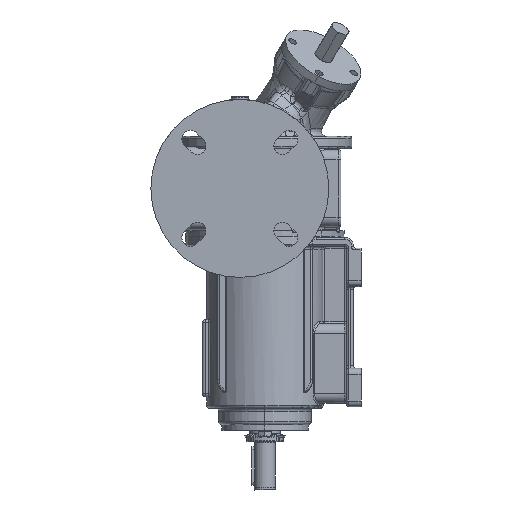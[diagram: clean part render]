
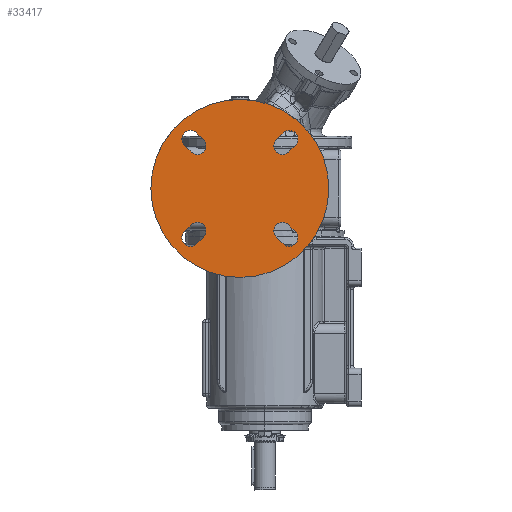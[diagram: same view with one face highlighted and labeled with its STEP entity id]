
A CAD part, left-side view. The second image highlights one B-rep face of the part: STEP entity #33417.
In plain terms, the highlighted planar face has unit normal (-1, 0, 0).
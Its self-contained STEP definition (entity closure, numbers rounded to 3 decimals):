
#7583=CARTESIAN_POINT('',(-125.,26.,50.));
#7584=DIRECTION('',(1.,0.,0.));
#7585=DIRECTION('',(0.,0.,1.));
#7586=AXIS2_PLACEMENT_3D('',#7583,#7584,#7585);
#7629=CARTESIAN_POINT('',(-125.,26.,50.));
#7630=DIRECTION('',(1.,0.,0.));
#7631=DIRECTION('',(0.,0.,-1.));
#7632=AXIS2_PLACEMENT_3D('',#7629,#7630,#7631);
#7648=CARTESIAN_POINT('',(-125.,-25.265,-1.265));
#7649=DIRECTION('',(-1.,0.,0.));
#7650=DIRECTION('',(0.,0.707,-0.707));
#7651=AXIS2_PLACEMENT_3D('',#7648,#7649,#7650);
#7653=DIRECTION('',(0.,0.707,0.707));
#7654=VECTOR('',#7653,10.);
#7655=CARTESIAN_POINT('',(-125.,-31.629,5.099));
#7656=LINE('',#7655,#7654);
#7657=CARTESIAN_POINT('',(-125.,-18.194,5.806));
#7658=DIRECTION('',(-1.,0.,0.));
#7659=DIRECTION('',(0.,-0.707,0.707));
#7660=AXIS2_PLACEMENT_3D('',#7657,#7658,#7659);
#7662=DIRECTION('',(0.,-0.707,-0.707));
#7663=VECTOR('',#7662,10.);
#7664=CARTESIAN_POINT('',(-125.,-11.83,-0.558));
#7665=LINE('',#7664,#7663);
#7666=CARTESIAN_POINT('',(-125.,-25.265,101.265));
#7667=DIRECTION('',(-1.,0.,0.));
#7668=DIRECTION('',(0.,-0.707,-0.707));
#7669=AXIS2_PLACEMENT_3D('',#7666,#7667,#7668);
#7671=DIRECTION('',(0.,0.707,-0.707));
#7672=VECTOR('',#7671,10.);
#7673=CARTESIAN_POINT('',(-125.,-18.901,107.629));
#7674=LINE('',#7673,#7672);
#7675=CARTESIAN_POINT('',(-125.,-18.194,94.194));
#7676=DIRECTION('',(-1.,0.,0.));
#7677=DIRECTION('',(0.,0.707,0.707));
#7678=AXIS2_PLACEMENT_3D('',#7675,#7676,#7677);
#7680=DIRECTION('',(0.,-0.707,0.707));
#7681=VECTOR('',#7680,10.);
#7682=CARTESIAN_POINT('',(-125.,-24.558,87.83));
#7683=LINE('',#7682,#7681);
#7684=CARTESIAN_POINT('',(-125.,77.265,101.265));
#7685=DIRECTION('',(-1.,0.,0.));
#7686=DIRECTION('',(0.,-0.707,0.707));
#7687=AXIS2_PLACEMENT_3D('',#7684,#7685,#7686);
#7689=DIRECTION('',(0.,-0.707,-0.707));
#7690=VECTOR('',#7689,10.);
#7691=CARTESIAN_POINT('',(-125.,83.629,94.901));
#7692=LINE('',#7691,#7690);
#7693=CARTESIAN_POINT('',(-125.,70.194,94.194));
#7694=DIRECTION('',(-1.,0.,0.));
#7695=DIRECTION('',(0.,0.707,-0.707));
#7696=AXIS2_PLACEMENT_3D('',#7693,#7694,#7695);
#7698=DIRECTION('',(0.,0.707,0.707));
#7699=VECTOR('',#7698,10.);
#7700=CARTESIAN_POINT('',(-125.,63.83,100.558));
#7701=LINE('',#7700,#7699);
#7702=CARTESIAN_POINT('',(-125.,77.265,-1.265));
#7703=DIRECTION('',(-1.,0.,0.));
#7704=DIRECTION('',(0.,0.707,0.707));
#7705=AXIS2_PLACEMENT_3D('',#7702,#7703,#7704);
#7707=DIRECTION('',(0.,-0.707,0.707));
#7708=VECTOR('',#7707,10.);
#7709=CARTESIAN_POINT('',(-125.,70.901,-7.629));
#7710=LINE('',#7709,#7708);
#7711=CARTESIAN_POINT('',(-125.,70.194,5.806));
#7712=DIRECTION('',(-1.,0.,0.));
#7713=DIRECTION('',(0.,-0.707,-0.707));
#7714=AXIS2_PLACEMENT_3D('',#7711,#7712,#7713);
#7716=DIRECTION('',(0.,0.707,-0.707));
#7717=VECTOR('',#7716,10.);
#7718=CARTESIAN_POINT('',(-125.,76.558,12.17));
#7719=LINE('',#7718,#7717);
#15482=CARTESIAN_POINT('',(-125.,-18.901,-7.629));
#15483=VERTEX_POINT('',#15482);
#15484=CARTESIAN_POINT('',(-125.,-31.629,5.099));
#15485=VERTEX_POINT('',#15484);
#15486=CARTESIAN_POINT('',(-125.,-24.558,12.17));
#15487=VERTEX_POINT('',#15486);
#15488=CARTESIAN_POINT('',(-125.,-11.83,-0.558));
#15489=VERTEX_POINT('',#15488);
#15498=CARTESIAN_POINT('',(-125.,-31.629,94.901));
#15499=VERTEX_POINT('',#15498);
#15500=CARTESIAN_POINT('',(-125.,-18.901,107.629));
#15501=VERTEX_POINT('',#15500);
#15502=CARTESIAN_POINT('',(-125.,-11.83,100.558));
#15503=VERTEX_POINT('',#15502);
#15504=CARTESIAN_POINT('',(-125.,-24.558,87.83));
#15505=VERTEX_POINT('',#15504);
#15514=CARTESIAN_POINT('',(-125.,70.901,107.629));
#15515=VERTEX_POINT('',#15514);
#15516=CARTESIAN_POINT('',(-125.,83.629,94.901));
#15517=VERTEX_POINT('',#15516);
#15518=CARTESIAN_POINT('',(-125.,76.558,87.83));
#15519=VERTEX_POINT('',#15518);
#15520=CARTESIAN_POINT('',(-125.,63.83,100.558));
#15521=VERTEX_POINT('',#15520);
#15530=CARTESIAN_POINT('',(-125.,83.629,5.099));
#15531=VERTEX_POINT('',#15530);
#15532=CARTESIAN_POINT('',(-125.,70.901,-7.629));
#15533=VERTEX_POINT('',#15532);
#15534=CARTESIAN_POINT('',(-125.,63.83,-0.558));
#15535=VERTEX_POINT('',#15534);
#15536=CARTESIAN_POINT('',(-125.,76.558,12.17));
#15537=VERTEX_POINT('',#15536);
#15715=CARTESIAN_POINT('',(-125.,26.,-42.5));
#15716=CARTESIAN_POINT('',(-125.,26.,142.5));
#15717=VERTEX_POINT('',#15715);
#15718=VERTEX_POINT('',#15716);
#33368=CARTESIAN_POINT('',(-125.,0.,50.));
#33369=DIRECTION('',(-1.,0.,0.));
#33370=DIRECTION('',(0.,-1.,0.));
#33371=AXIS2_PLACEMENT_3D('',#33368,#33369,#33370);
#33372=PLANE('',#33371);
#33373=ORIENTED_EDGE('',*,*,#33359,.T.);
#33374=ORIENTED_EDGE('',*,*,#33326,.T.);
#33375=EDGE_LOOP('',(#33373,#33374));
#33376=FACE_OUTER_BOUND('',#33375,.F.);
#33378=ORIENTED_EDGE('',*,*,#33377,.T.);
#33380=ORIENTED_EDGE('',*,*,#33379,.T.);
#33382=ORIENTED_EDGE('',*,*,#33381,.T.);
#33384=ORIENTED_EDGE('',*,*,#33383,.T.);
#33385=EDGE_LOOP('',(#33378,#33380,#33382,#33384));
#33386=FACE_BOUND('',#33385,.F.);
#33388=ORIENTED_EDGE('',*,*,#33387,.T.);
#33390=ORIENTED_EDGE('',*,*,#33389,.T.);
#33392=ORIENTED_EDGE('',*,*,#33391,.T.);
#33394=ORIENTED_EDGE('',*,*,#33393,.T.);
#33395=EDGE_LOOP('',(#33388,#33390,#33392,#33394));
#33396=FACE_BOUND('',#33395,.F.);
#33398=ORIENTED_EDGE('',*,*,#33397,.T.);
#33400=ORIENTED_EDGE('',*,*,#33399,.T.);
#33402=ORIENTED_EDGE('',*,*,#33401,.T.);
#33404=ORIENTED_EDGE('',*,*,#33403,.T.);
#33405=EDGE_LOOP('',(#33398,#33400,#33402,#33404));
#33406=FACE_BOUND('',#33405,.F.);
#33408=ORIENTED_EDGE('',*,*,#33407,.T.);
#33410=ORIENTED_EDGE('',*,*,#33409,.T.);
#33412=ORIENTED_EDGE('',*,*,#33411,.T.);
#33414=ORIENTED_EDGE('',*,*,#33413,.T.);
#33415=EDGE_LOOP('',(#33408,#33410,#33412,#33414));
#33416=FACE_BOUND('',#33415,.F.);
#33417=ADVANCED_FACE('',(#33376,#33386,#33396,#33406,#33416),#33372,.T.);
#7587=CIRCLE('',#7586,92.5);
#7633=CIRCLE('',#7632,92.5);
#7652=CIRCLE('',#7651,9.);
#7661=CIRCLE('',#7660,9.);
#7670=CIRCLE('',#7669,9.);
#7679=CIRCLE('',#7678,9.);
#7688=CIRCLE('',#7687,9.);
#7697=CIRCLE('',#7696,9.);
#7706=CIRCLE('',#7705,9.);
#7715=CIRCLE('',#7714,9.);
#33326=EDGE_CURVE('',#15718,#15717,#7587,.T.);
#33359=EDGE_CURVE('',#15717,#15718,#7633,.T.);
#33377=EDGE_CURVE('',#15483,#15485,#7652,.T.);
#33379=EDGE_CURVE('',#15485,#15487,#7656,.T.);
#33381=EDGE_CURVE('',#15487,#15489,#7661,.T.);
#33383=EDGE_CURVE('',#15489,#15483,#7665,.T.);
#33387=EDGE_CURVE('',#15499,#15501,#7670,.T.);
#33389=EDGE_CURVE('',#15501,#15503,#7674,.T.);
#33391=EDGE_CURVE('',#15503,#15505,#7679,.T.);
#33393=EDGE_CURVE('',#15505,#15499,#7683,.T.);
#33397=EDGE_CURVE('',#15515,#15517,#7688,.T.);
#33399=EDGE_CURVE('',#15517,#15519,#7692,.T.);
#33401=EDGE_CURVE('',#15519,#15521,#7697,.T.);
#33403=EDGE_CURVE('',#15521,#15515,#7701,.T.);
#33407=EDGE_CURVE('',#15531,#15533,#7706,.T.);
#33409=EDGE_CURVE('',#15533,#15535,#7710,.T.);
#33411=EDGE_CURVE('',#15535,#15537,#7715,.T.);
#33413=EDGE_CURVE('',#15537,#15531,#7719,.T.);
